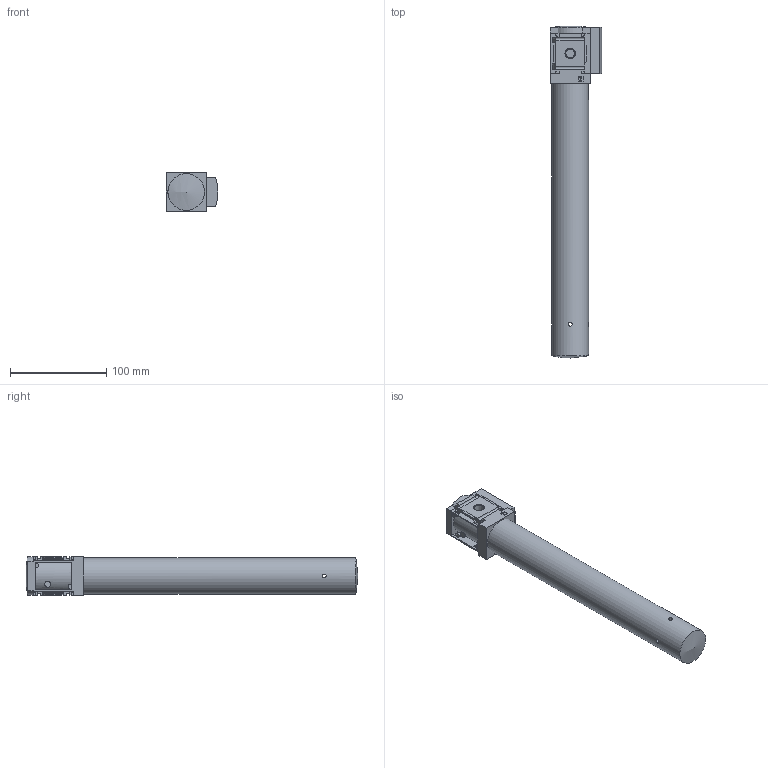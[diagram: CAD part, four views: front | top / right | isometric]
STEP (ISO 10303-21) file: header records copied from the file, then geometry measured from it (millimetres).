
FILE_DESCRIPTION(/* description */ ('STEP AP214'),/* implementation_level */ '2;1');
FILE_NAME(/* name */ '543635_MS4N-LDM1-1_8-P10-Z',/* time_stamp */ '2024-09-09T20:48:42+02:00',/* author */ ('License CC BY-ND 4.0'),/* organization */ ('CADENAS'),/* preprocessor_version */ 'ST-DEVELOPER v19.3',/* originating_system */ 'PARTsolutions',/* authorisation */ ' ');
FILE_SCHEMA (('AUTOMOTIVE_DESIGN {1 0 10303 214 3 1 1}'));
Length unit declared in the file: millimetre
Products named in the file (2): 543635 MS4N-LDM1-1/8-P10-Z; 543629 MS4N-LDM1-1/8-P10-Z-0D
Assembly tree (1 placements, depth 2):
  543635 MS4N-LDM1-1/8-P10-Z
    543629 MS4N-LDM1-1/8-P10-Z-0D
Bounding box: 54 x 345 x 40.2 mm (x, y, z)
Volume: 424477.5 mm3; surface area: 51481.2 mm2
Topology: 1 solids, 1 shells, 214 faces, 613 edges, 402 vertices
Faces by surface type: plane 163, cylinder 45, cone 4, sphere 1, torus 1
Full cylindrical faces by diameter (mm): 4 x4, 6.1 x1, 38 x1
Entity records: 6921 total; most frequent: CARTESIAN_POINT 1273, ORIENTED_EDGE 1186, DIRECTION 1118, EDGE_CURVE 593, LINE 486, VECTOR 486, VERTEX_POINT 395, AXIS2_PLACEMENT_3D 316
